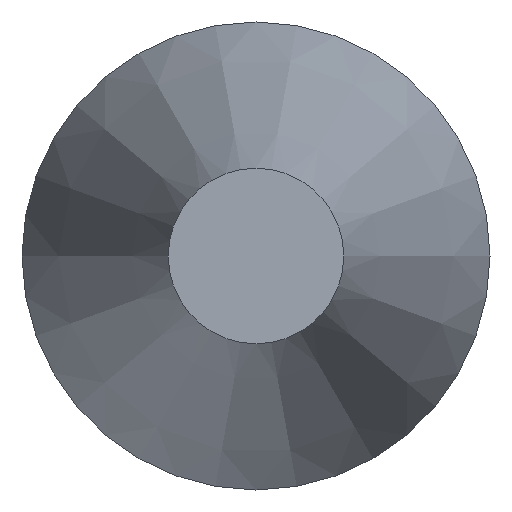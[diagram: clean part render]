
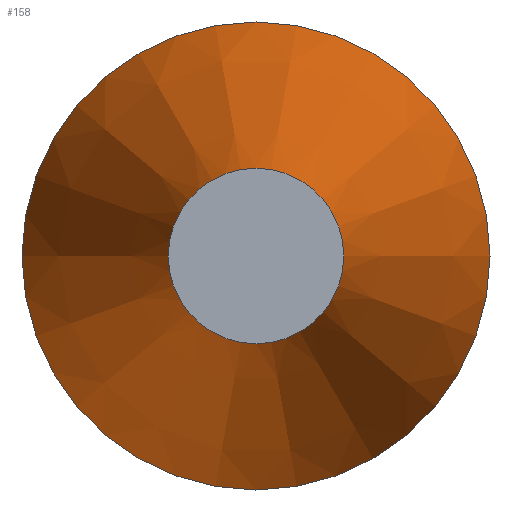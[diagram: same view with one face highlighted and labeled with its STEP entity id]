
A CAD part, front view. The second image highlights one B-rep face of the part: STEP entity #158.
In plain terms, the highlighted conical face has half-angle 15 degrees and reference radius 0.75 mm.
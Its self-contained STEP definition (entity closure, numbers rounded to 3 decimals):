
#124=CARTESIAN_POINT('',(0.75,6.5,0.0));
#125=VERTEX_POINT('',#124);
#126=CARTESIAN_POINT('',(0.,6.5,0.0));
#127=DIRECTION('',(0.,-1.0,0.0));
#128=DIRECTION('',(1.0,0.,0.0));
#129=AXIS2_PLACEMENT_3D('',#126,#127,#128);
#130=CIRCLE('',#129,0.75);
#131=EDGE_CURVE('',#125,#125,#130,.T.);
#139=CARTESIAN_POINT('',(0.,6.5,0.0));
#140=DIRECTION('',(0.,1.0,0.0));
#141=DIRECTION('',(-1.0,0.,0.0));
#142=AXIS2_PLACEMENT_3D('',#139,#140,#141);
#143=CONICAL_SURFACE('',#142,0.75,15.);
#144=CARTESIAN_POINT('',(2.0,11.165,0.0));
#145=VERTEX_POINT('',#144);
#146=CARTESIAN_POINT('',(0.,11.165,0.0));
#147=DIRECTION('',(0.,-1.0,0.0));
#148=DIRECTION('',(1.0,0.,0.0));
#149=AXIS2_PLACEMENT_3D('',#146,#147,#148);
#150=CIRCLE('',#149,2.);
#151=EDGE_CURVE('',#145,#145,#150,.T.);
#152=ORIENTED_EDGE('',*,*,#151,.T.);
#153=EDGE_LOOP('',(#152));
#154=FACE_OUTER_BOUND('',#153,.T.);
#155=ORIENTED_EDGE('',*,*,#131,.F.);
#156=EDGE_LOOP('',(#155));
#157=FACE_BOUND('',#156,.T.);
#158=ADVANCED_FACE('',(#154,#157),#143,.T.);
